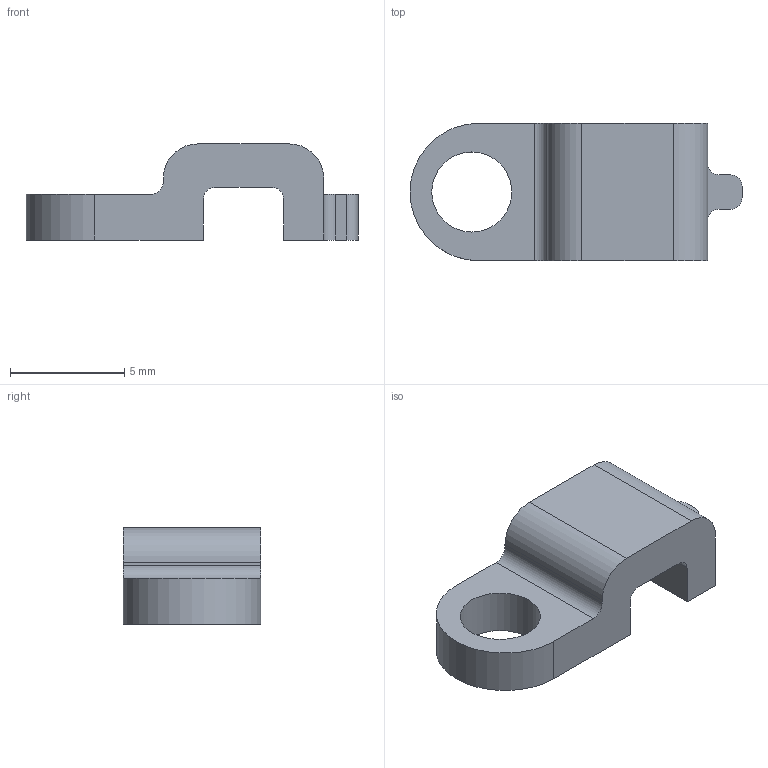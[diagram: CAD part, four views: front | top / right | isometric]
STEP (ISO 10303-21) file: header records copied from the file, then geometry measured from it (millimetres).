
FILE_DESCRIPTION(/* description */ (''),/* implementation_level */ '2;1');
FILE_NAME(/* name */ 'logger_mounting_reed_switch.step',/* time_stamp */ '2024-09-25T16:41:57+02:00',/* author */ (''),/* organization */ (''),/* preprocessor_version */ 'ST-DEVELOPER v20',/* originating_system */ 'Autodesk Translation Framework v13.20.0.188',/* authorisation */ '');
FILE_SCHEMA (('AUTOMOTIVE_DESIGN { 1 0 10303 214 3 1 1 }'));
Length unit declared in the file: millimetre
Products named in the file (1): Logger_Halterung_reedschalter
Bounding box: 14.5 x 6 x 4.2 mm (x, y, z)
Volume: 172.9 mm3; surface area: 286.1 mm2
Topology: 1 solids, 1 shells, 26 faces, 72 edges, 48 vertices
Faces by surface type: plane 15, cylinder 11
Full cylindrical faces by diameter (mm): 3.5 x1
Entity records: 875 total; most frequent: DIRECTION 148, CARTESIAN_POINT 147, ORIENTED_EDGE 144, EDGE_CURVE 72, LINE 50, VECTOR 50, AXIS2_PLACEMENT_3D 49, VERTEX_POINT 48
